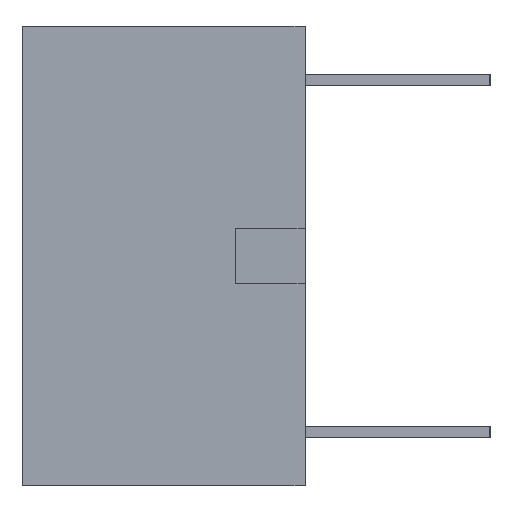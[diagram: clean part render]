
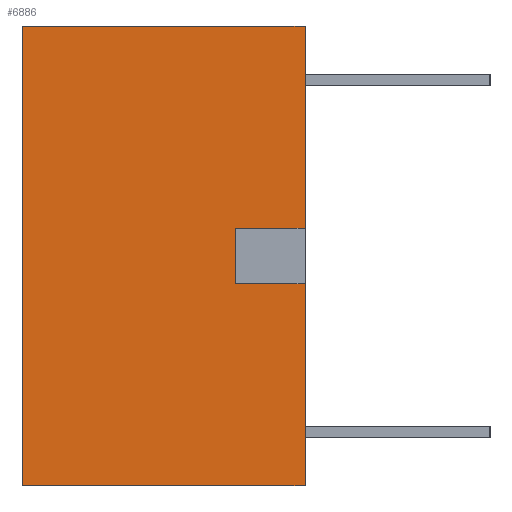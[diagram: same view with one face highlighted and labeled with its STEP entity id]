
A CAD part, left-side view. The second image highlights one B-rep face of the part: STEP entity #6886.
In plain terms, the highlighted planar face has unit normal (-1, 0, 0).
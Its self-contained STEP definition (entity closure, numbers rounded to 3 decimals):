
#5729 = CARTESIAN_POINT ( 'NONE',  ( -10.02, -6.12, -4.97 ) ) ;
#6845 = VERTEX_POINT ( 'NONE', #13071 ) ;
#6847 = EDGE_CURVE ( 'NONE', #6848, #6845, #13070, .T. ) ;
#6848 = VERTEX_POINT ( 'NONE', #13066 ) ;
#6874 = EDGE_CURVE ( 'NONE', #6900, #6845, #13135, .T. ) ;
#6875 = ORIENTED_EDGE ( 'NONE', *, *, #6899, .F. ) ;
#6876 = ORIENTED_EDGE ( 'NONE', *, *, #6877, .T. ) ;
#6877 = EDGE_CURVE ( 'NONE', #13971, #6891, #13130, .T. ) ;
#6886 = ADVANCED_FACE ( 'NONE', ( #13214 ), #13198, .T. ) ;
#6887 = EDGE_LOOP ( 'NONE', ( #6888, #6892, #6895, #6952, #6954, #6955, #6875, #6876 ) ) ;
#6888 = ORIENTED_EDGE ( 'NONE', *, *, #6889, .F. ) ;
#6889 = EDGE_CURVE ( 'NONE', #6890, #6891, #13197, .T. ) ;
#6890 = VERTEX_POINT ( 'NONE', #13189 ) ;
#6891 = VERTEX_POINT ( 'NONE', #13188 ) ;
#6892 = ORIENTED_EDGE ( 'NONE', *, *, #6893, .T. ) ;
#6893 = EDGE_CURVE ( 'NONE', #6890, #6894, #13251, .T. ) ;
#6894 = VERTEX_POINT ( 'NONE', #13247 ) ;
#6895 = ORIENTED_EDGE ( 'NONE', *, *, #6896, .T. ) ;
#6896 = EDGE_CURVE ( 'NONE', #6894, #6897, #13246, .T. ) ;
#6897 = VERTEX_POINT ( 'NONE', #13242 ) ;
#6899 = EDGE_CURVE ( 'NONE', #13971, #6900, #13241, .T. ) ;
#6900 = VERTEX_POINT ( 'NONE', #13237 ) ;
#6952 = ORIENTED_EDGE ( 'NONE', *, *, #6953, .T. ) ;
#6953 = EDGE_CURVE ( 'NONE', #6897, #6848, #13410, .T. ) ;
#6954 = ORIENTED_EDGE ( 'NONE', *, *, #6847, .T. ) ;
#6955 = ORIENTED_EDGE ( 'NONE', *, *, #6874, .F. ) ;
#13066 = CARTESIAN_POINT ( 'NONE',  ( -10.02, -6.12, 4.97 ) ) ;
#13067 = DIRECTION ( 'NONE',  ( 0., 1., 0. ) ) ;
#13068 = VECTOR ( 'NONE', #13067, 1000. ) ;
#13069 = CARTESIAN_POINT ( 'NONE',  ( -10.02, -6.12, 4.97 ) ) ;
#13070 = LINE ( 'NONE', #13069, #13068 ) ;
#13071 = CARTESIAN_POINT ( 'NONE',  ( -10.02, 0., 4.97 ) ) ;
#13130 = LINE ( 'NONE', #13187, #13186 ) ;
#13132 = DIRECTION ( 'NONE',  ( 0., 0., 1. ) ) ;
#13133 = VECTOR ( 'NONE', #13132, 1000. ) ;
#13134 = CARTESIAN_POINT ( 'NONE',  ( -10.02, 0., 0. ) ) ;
#13135 = LINE ( 'NONE', #13134, #13133 ) ;
#13185 = DIRECTION ( 'NONE',  ( 0., 0., 1. ) ) ;
#13186 = VECTOR ( 'NONE', #13185, 1000. ) ;
#13187 = CARTESIAN_POINT ( 'NONE',  ( -10.02, -6.12, 0. ) ) ;
#13188 = CARTESIAN_POINT ( 'NONE',  ( -10.02, -6.12, -0.6 ) ) ;
#13189 = CARTESIAN_POINT ( 'NONE',  ( -10.02, -4.62, -0.6 ) ) ;
#13190 = DIRECTION ( 'NONE',  ( 0., -1., 0. ) ) ;
#13191 = VECTOR ( 'NONE', #13190, 1000. ) ;
#13192 = CARTESIAN_POINT ( 'NONE',  ( -10.02, -12.281, -0.6 ) ) ;
#13193 = DIRECTION ( 'NONE',  ( 0., 0., 1. ) ) ;
#13194 = DIRECTION ( 'NONE',  ( -1., 0., 0. ) ) ;
#13195 = CARTESIAN_POINT ( 'NONE',  ( -10.02, -6.12, 0. ) ) ;
#13196 = AXIS2_PLACEMENT_3D ( 'NONE', #13195, #13194, #13193 ) ;
#13197 = LINE ( 'NONE', #13192, #13191 ) ;
#13198 = PLANE ( 'NONE',  #13196 ) ;
#13214 = FACE_OUTER_BOUND ( 'NONE', #6887, .T. ) ;
#13237 = CARTESIAN_POINT ( 'NONE',  ( -10.02, 0., -4.97 ) ) ;
#13238 = DIRECTION ( 'NONE',  ( 0., 1., 0. ) ) ;
#13239 = VECTOR ( 'NONE', #13238, 1000. ) ;
#13240 = CARTESIAN_POINT ( 'NONE',  ( -10.02, -6.12, -4.97 ) ) ;
#13241 = LINE ( 'NONE', #13240, #13239 ) ;
#13242 = CARTESIAN_POINT ( 'NONE',  ( -10.02, -6.12, 0.6 ) ) ;
#13243 = DIRECTION ( 'NONE',  ( 0., -1., 0. ) ) ;
#13244 = VECTOR ( 'NONE', #13243, 1000. ) ;
#13245 = CARTESIAN_POINT ( 'NONE',  ( -10.02, -12.281, 0.6 ) ) ;
#13246 = LINE ( 'NONE', #13245, #13244 ) ;
#13247 = CARTESIAN_POINT ( 'NONE',  ( -10.02, -4.62, 0.6 ) ) ;
#13248 = DIRECTION ( 'NONE',  ( 0., 0., 1. ) ) ;
#13249 = VECTOR ( 'NONE', #13248, 1000. ) ;
#13250 = CARTESIAN_POINT ( 'NONE',  ( -10.02, -4.62, 0. ) ) ;
#13251 = LINE ( 'NONE', #13250, #13249 ) ;
#13402 = DIRECTION ( 'NONE',  ( 0., 0., 1. ) ) ;
#13403 = VECTOR ( 'NONE', #13402, 1000. ) ;
#13404 = CARTESIAN_POINT ( 'NONE',  ( -10.02, -6.12, 0. ) ) ;
#13410 = LINE ( 'NONE', #13404, #13403 ) ;
#13971 = VERTEX_POINT ( 'NONE', #5729 ) ;
